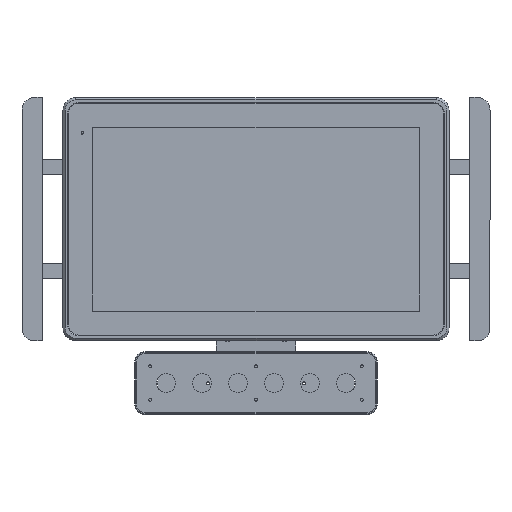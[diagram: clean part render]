
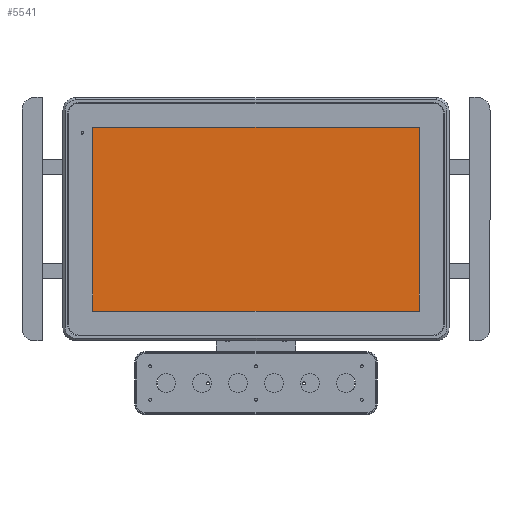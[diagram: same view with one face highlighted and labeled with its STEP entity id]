
A CAD part, front view. The second image highlights one B-rep face of the part: STEP entity #5541.
In plain terms, the highlighted planar face has unit normal (0, -1, 0).
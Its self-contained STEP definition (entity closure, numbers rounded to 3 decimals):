
#526 = EDGE_LOOP ( 'NONE', ( #26264, #26568, #48215, #11738 ) ) ;
#3468 = EDGE_CURVE ( 'NONE', #43494, #24343, #34810, .T. ) ;
#4872 = LINE ( 'NONE', #32910, #42608 ) ;
#5541 = ADVANCED_FACE ( 'NONE', ( #40410 ), #17852, .F. ) ;
#5663 = DIRECTION ( 'NONE',  ( 0., 0., 1. ) ) ;
#8622 = VERTEX_POINT ( 'NONE', #41925 ) ;
#9160 = LINE ( 'NONE', #25440, #20957 ) ;
#11738 = ORIENTED_EDGE ( 'NONE', *, *, #38924, .T. ) ;
#13653 = CARTESIAN_POINT ( 'NONE',  ( 204.48, 5.6, 413.26 ) ) ;
#17664 = CARTESIAN_POINT ( 'NONE',  ( 204.48, 5.6, 183.22 ) ) ;
#17852 = PLANE ( 'NONE',  #29465 ) ;
#19804 = CARTESIAN_POINT ( 'NONE',  ( -204.48, 5.6, 413.26 ) ) ;
#20957 = VECTOR ( 'NONE', #37469, 1000. ) ;
#21856 = DIRECTION ( 'NONE',  ( 0., 1., 0. ) ) ;
#24343 = VERTEX_POINT ( 'NONE', #19804 ) ;
#25440 = CARTESIAN_POINT ( 'NONE',  ( -204.48, 5.6, 183.22 ) ) ;
#26264 = ORIENTED_EDGE ( 'NONE', *, *, #3468, .T. ) ;
#26568 = ORIENTED_EDGE ( 'NONE', *, *, #47503, .T. ) ;
#28543 = VERTEX_POINT ( 'NONE', #42662 ) ;
#29465 = AXIS2_PLACEMENT_3D ( 'NONE', #34150, #21856, #32913 ) ;
#30529 = DIRECTION ( 'NONE',  ( -1., 0., 0. ) ) ;
#32489 = VECTOR ( 'NONE', #5663, 1000. ) ;
#32910 = CARTESIAN_POINT ( 'NONE',  ( 204.48, 5.6, 183.22 ) ) ;
#32913 = DIRECTION ( 'NONE',  ( 0., 0., 1. ) ) ;
#34150 = CARTESIAN_POINT ( 'NONE',  ( 0., 5.6, 298.24 ) ) ;
#34810 = LINE ( 'NONE', #47906, #42162 ) ;
#36661 = DIRECTION ( 'NONE',  ( 1., 0., 0. ) ) ;
#37469 = DIRECTION ( 'NONE',  ( 0., 0., -1. ) ) ;
#38924 = EDGE_CURVE ( 'NONE', #8622, #43494, #46530, .T. ) ;
#40410 = FACE_OUTER_BOUND ( 'NONE', #526, .T. ) ;
#41925 = CARTESIAN_POINT ( 'NONE',  ( 204.48, 5.6, 183.22 ) ) ;
#42162 = VECTOR ( 'NONE', #30529, 1000. ) ;
#42608 = VECTOR ( 'NONE', #36661, 1000. ) ;
#42662 = CARTESIAN_POINT ( 'NONE',  ( -204.48, 5.6, 183.22 ) ) ;
#43494 = VERTEX_POINT ( 'NONE', #13653 ) ;
#46530 = LINE ( 'NONE', #17664, #32489 ) ;
#47503 = EDGE_CURVE ( 'NONE', #24343, #28543, #9160, .T. ) ;
#47906 = CARTESIAN_POINT ( 'NONE',  ( 204.48, 5.6, 413.26 ) ) ;
#48215 = ORIENTED_EDGE ( 'NONE', *, *, #52612, .T. ) ;
#52612 = EDGE_CURVE ( 'NONE', #28543, #8622, #4872, .T. ) ;
